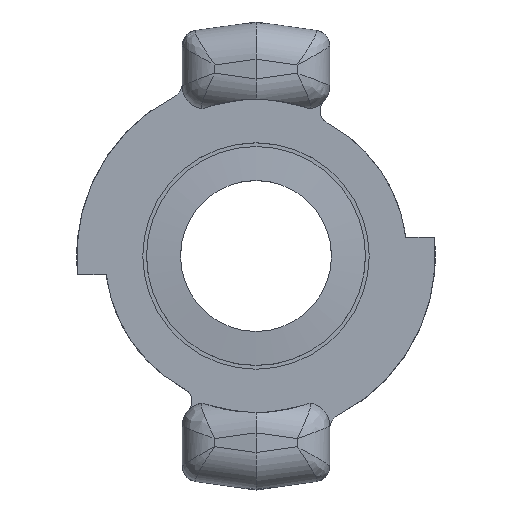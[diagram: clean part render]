
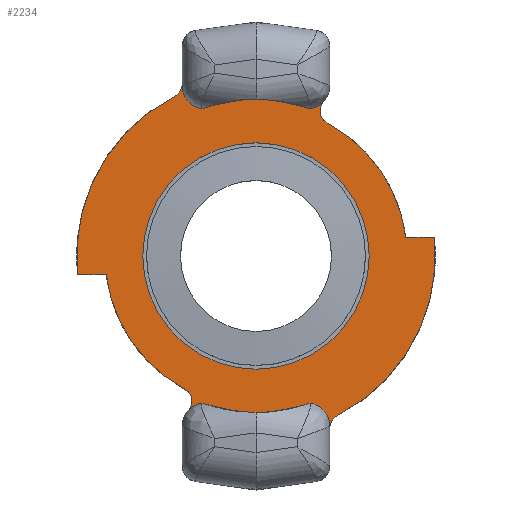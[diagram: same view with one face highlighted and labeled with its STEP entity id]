
A CAD part, top view. The second image highlights one B-rep face of the part: STEP entity #2234.
In plain terms, the highlighted planar face has unit normal (0, 0, 1).
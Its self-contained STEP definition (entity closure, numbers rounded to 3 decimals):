
#208=FACE_BOUND('',#412,.T.);
#217=PLANE('',#2435);
#282=FACE_OUTER_BOUND('',#411,.T.);
#411=EDGE_LOOP('',(#1611,#1612,#1613,#1614,#1615,#1616,#1617,#1618,#1619,
#1620,#1621,#1622,#1623,#1624,#1625,#1626,#1627,#1628));
#412=EDGE_LOOP('',(#1629,#1630));
#544=LINE('',#4261,#661);
#545=LINE('',#4265,#662);
#546=LINE('',#4270,#663);
#547=LINE('',#4276,#664);
#548=LINE('',#4280,#665);
#549=LINE('',#4285,#666);
#661=VECTOR('',#2827,10.);
#662=VECTOR('',#2830,10.);
#663=VECTOR('',#2835,10.);
#664=VECTOR('',#2840,10.);
#665=VECTOR('',#2843,10.);
#666=VECTOR('',#2848,10.);
#761=CIRCLE('',#2376,20.);
#763=CIRCLE('',#2378,20.);
#785=CIRCLE('',#2436,25.5);
#786=CIRCLE('',#2437,2.);
#787=CIRCLE('',#2438,23.75);
#788=CIRCLE('',#2439,1.835);
#789=CIRCLE('',#2440,3.);
#790=CIRCLE('',#2441,25.5);
#791=CIRCLE('',#2442,2.);
#792=CIRCLE('',#2443,23.75);
#793=CIRCLE('',#2444,1.835);
#794=CIRCLE('',#2445,3.);
#795=CIRCLE('',#2446,15.);
#796=CIRCLE('',#2447,15.);
#887=VERTEX_POINT('',#3564);
#888=VERTEX_POINT('',#3566);
#891=VERTEX_POINT('',#3590);
#892=VERTEX_POINT('',#3592);
#967=VERTEX_POINT('',#4259);
#968=VERTEX_POINT('',#4260);
#969=VERTEX_POINT('',#4262);
#970=VERTEX_POINT('',#4264);
#971=VERTEX_POINT('',#4266);
#972=VERTEX_POINT('',#4268);
#973=VERTEX_POINT('',#4271);
#974=VERTEX_POINT('',#4273);
#975=VERTEX_POINT('',#4275);
#976=VERTEX_POINT('',#4277);
#977=VERTEX_POINT('',#4279);
#978=VERTEX_POINT('',#4281);
#979=VERTEX_POINT('',#4283);
#980=VERTEX_POINT('',#4286);
#981=VERTEX_POINT('',#4289);
#982=VERTEX_POINT('',#4290);
#1108=EDGE_CURVE('',#887,#888,#761,.T.);
#1113=EDGE_CURVE('',#891,#892,#763,.T.);
#1211=EDGE_CURVE('',#967,#968,#544,.T.);
#1212=EDGE_CURVE('',#967,#969,#785,.T.);
#1213=EDGE_CURVE('',#970,#969,#545,.T.);
#1214=EDGE_CURVE('',#971,#970,#786,.T.);
#1215=EDGE_CURVE('',#972,#971,#787,.T.);
#1216=EDGE_CURVE('',#888,#972,#546,.T.);
#1217=EDGE_CURVE('',#973,#887,#788,.T.);
#1218=EDGE_CURVE('',#974,#973,#789,.T.);
#1219=EDGE_CURVE('',#975,#974,#547,.T.);
#1220=EDGE_CURVE('',#975,#976,#790,.T.);
#1221=EDGE_CURVE('',#977,#976,#548,.T.);
#1222=EDGE_CURVE('',#978,#977,#791,.T.);
#1223=EDGE_CURVE('',#979,#978,#792,.T.);
#1224=EDGE_CURVE('',#892,#979,#549,.T.);
#1225=EDGE_CURVE('',#980,#891,#793,.T.);
#1226=EDGE_CURVE('',#968,#980,#794,.T.);
#1227=EDGE_CURVE('',#981,#982,#795,.T.);
#1228=EDGE_CURVE('',#982,#981,#796,.T.);
#1611=ORIENTED_EDGE('',*,*,#1211,.F.);
#1612=ORIENTED_EDGE('',*,*,#1212,.T.);
#1613=ORIENTED_EDGE('',*,*,#1213,.F.);
#1614=ORIENTED_EDGE('',*,*,#1214,.F.);
#1615=ORIENTED_EDGE('',*,*,#1215,.F.);
#1616=ORIENTED_EDGE('',*,*,#1216,.F.);
#1617=ORIENTED_EDGE('',*,*,#1108,.F.);
#1618=ORIENTED_EDGE('',*,*,#1217,.F.);
#1619=ORIENTED_EDGE('',*,*,#1218,.F.);
#1620=ORIENTED_EDGE('',*,*,#1219,.F.);
#1621=ORIENTED_EDGE('',*,*,#1220,.T.);
#1622=ORIENTED_EDGE('',*,*,#1221,.F.);
#1623=ORIENTED_EDGE('',*,*,#1222,.F.);
#1624=ORIENTED_EDGE('',*,*,#1223,.F.);
#1625=ORIENTED_EDGE('',*,*,#1224,.F.);
#1626=ORIENTED_EDGE('',*,*,#1113,.F.);
#1627=ORIENTED_EDGE('',*,*,#1225,.F.);
#1628=ORIENTED_EDGE('',*,*,#1226,.F.);
#1629=ORIENTED_EDGE('',*,*,#1227,.F.);
#1630=ORIENTED_EDGE('',*,*,#1228,.F.);
#2234=ADVANCED_FACE('',(#282,#208),#217,.F.);
#2376=AXIS2_PLACEMENT_3D('',#3567,#2678,#2679);
#2378=AXIS2_PLACEMENT_3D('',#3593,#2684,#2685);
#2435=AXIS2_PLACEMENT_3D('',#4258,#2825,#2826);
#2436=AXIS2_PLACEMENT_3D('',#4263,#2828,#2829);
#2437=AXIS2_PLACEMENT_3D('',#4267,#2831,#2832);
#2438=AXIS2_PLACEMENT_3D('',#4269,#2833,#2834);
#2439=AXIS2_PLACEMENT_3D('',#4272,#2836,#2837);
#2440=AXIS2_PLACEMENT_3D('',#4274,#2838,#2839);
#2441=AXIS2_PLACEMENT_3D('',#4278,#2841,#2842);
#2442=AXIS2_PLACEMENT_3D('',#4282,#2844,#2845);
#2443=AXIS2_PLACEMENT_3D('',#4284,#2846,#2847);
#2444=AXIS2_PLACEMENT_3D('',#4287,#2849,#2850);
#2445=AXIS2_PLACEMENT_3D('',#4288,#2851,#2852);
#2446=AXIS2_PLACEMENT_3D('',#4291,#2853,#2854);
#2447=AXIS2_PLACEMENT_3D('',#4292,#2855,#2856);
#2678=DIRECTION('center_axis',(0.,0.,-1.));
#2679=DIRECTION('ref_axis',(0.,1.,0.));
#2684=DIRECTION('center_axis',(0.,0.,-1.));
#2685=DIRECTION('ref_axis',(0.,1.,0.));
#2825=DIRECTION('center_axis',(0.,0.,-1.));
#2826=DIRECTION('ref_axis',(-1.,0.,0.));
#2827=DIRECTION('',(0.,-1.,0.));
#2828=DIRECTION('center_axis',(0.,0.,1.));
#2829=DIRECTION('ref_axis',(-1.,0.,0.));
#2830=DIRECTION('',(0.,1.,0.));
#2831=DIRECTION('center_axis',(0.,0.,1.));
#2832=DIRECTION('ref_axis',(0.853,-0.521,0.));
#2833=DIRECTION('center_axis',(0.,0.,-1.));
#2834=DIRECTION('ref_axis',(-0.411,0.912,0.));
#2835=DIRECTION('',(-1.,0.,0.));
#2836=DIRECTION('center_axis',(0.,0.,1.));
#2837=DIRECTION('ref_axis',(0.741,-0.671,0.));
#2838=DIRECTION('center_axis',(0.,0.,-1.));
#2839=DIRECTION('ref_axis',(-0.755,0.656,0.));
#2840=DIRECTION('',(0.,1.,0.));
#2841=DIRECTION('center_axis',(0.,0.,1.));
#2842=DIRECTION('ref_axis',(-1.,0.,0.));
#2843=DIRECTION('',(0.,-1.,0.));
#2844=DIRECTION('center_axis',(0.,0.,1.));
#2845=DIRECTION('ref_axis',(-0.853,0.521,0.));
#2846=DIRECTION('center_axis',(0.,0.,-1.));
#2847=DIRECTION('ref_axis',(0.411,-0.912,0.));
#2848=DIRECTION('',(1.,0.,0.));
#2849=DIRECTION('center_axis',(0.,0.,1.));
#2850=DIRECTION('ref_axis',(-0.741,0.671,0.));
#2851=DIRECTION('center_axis',(0.,0.,-1.));
#2852=DIRECTION('ref_axis',(0.755,-0.656,0.));
#2853=DIRECTION('center_axis',(0.,0.,1.));
#2854=DIRECTION('ref_axis',(-1.,0.,0.));
#2855=DIRECTION('center_axis',(0.,0.,1.));
#2856=DIRECTION('ref_axis',(-1.,0.,0.));
#3564=CARTESIAN_POINT('',(-9.466,-17.618,-5.114));
#3566=CARTESIAN_POINT('',(-19.843,-2.5,-5.114));
#3567=CARTESIAN_POINT('Origin',(0.,0.,-5.114));
#3590=CARTESIAN_POINT('',(9.466,17.618,-5.114));
#3592=CARTESIAN_POINT('',(19.843,2.5,-5.114));
#3593=CARTESIAN_POINT('Origin',(0.,0.,-5.114));
#4258=CARTESIAN_POINT('Origin',(-20.25,0.,-5.114));
#4259=CARTESIAN_POINT('',(9.75,23.562,-5.114));
#4260=CARTESIAN_POINT('',(9.75,22.478,-5.114));
#4261=CARTESIAN_POINT('',(9.75,15.5,-5.114));
#4262=CARTESIAN_POINT('',(-9.75,23.562,-5.114));
#4263=CARTESIAN_POINT('Origin',(0.,0.,-5.114));
#4264=CARTESIAN_POINT('',(-9.75,22.913,-5.114));
#4265=CARTESIAN_POINT('',(-9.75,-15.5,-5.114));
#4266=CARTESIAN_POINT('',(-10.837,21.133,-5.114));
#4267=CARTESIAN_POINT('Origin',(-11.75,22.913,-5.114));
#4268=CARTESIAN_POINT('',(-23.618,-2.5,-5.114));
#4269=CARTESIAN_POINT('Origin',(0.,0.,-5.114));
#4270=CARTESIAN_POINT('',(-10.125,-2.5,-5.114));
#4271=CARTESIAN_POINT('',(-8.974,-20.465,-5.114));
#4272=CARTESIAN_POINT('Origin',(-10.335,-19.234,-5.114));
#4273=CARTESIAN_POINT('',(-9.75,-22.478,-5.114));
#4274=CARTESIAN_POINT('Origin',(-6.75,-22.478,-5.114));
#4275=CARTESIAN_POINT('',(-9.75,-23.562,-5.114));
#4276=CARTESIAN_POINT('',(-9.75,-15.5,-5.114));
#4277=CARTESIAN_POINT('',(9.75,-23.562,-5.114));
#4278=CARTESIAN_POINT('Origin',(0.,0.,-5.114));
#4279=CARTESIAN_POINT('',(9.75,-22.913,-5.114));
#4280=CARTESIAN_POINT('',(9.75,15.5,-5.114));
#4281=CARTESIAN_POINT('',(10.837,-21.133,-5.114));
#4282=CARTESIAN_POINT('Origin',(11.75,-22.913,-5.114));
#4283=CARTESIAN_POINT('',(23.618,2.5,-5.114));
#4284=CARTESIAN_POINT('Origin',(0.,0.,-5.114));
#4285=CARTESIAN_POINT('',(-10.125,2.5,-5.114));
#4286=CARTESIAN_POINT('',(8.974,20.465,-5.114));
#4287=CARTESIAN_POINT('Origin',(10.335,19.234,-5.114));
#4288=CARTESIAN_POINT('Origin',(6.75,22.478,-5.114));
#4289=CARTESIAN_POINT('',(-15.,0.,-5.114));
#4290=CARTESIAN_POINT('',(15.,0.,-5.114));
#4291=CARTESIAN_POINT('Origin',(0.,0.,-5.114));
#4292=CARTESIAN_POINT('Origin',(0.,0.,-5.114));
